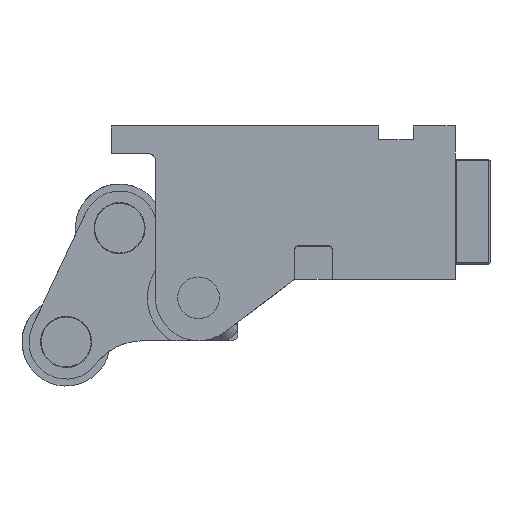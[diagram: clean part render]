
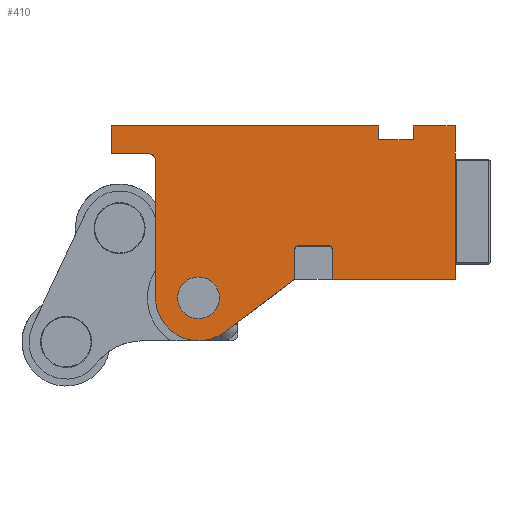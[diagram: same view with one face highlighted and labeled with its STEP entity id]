
A CAD part, front view. The second image highlights one B-rep face of the part: STEP entity #410.
In plain terms, the highlighted planar face has unit normal (0, -1, 0).
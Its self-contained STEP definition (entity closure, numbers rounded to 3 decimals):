
#101=CARTESIAN_POINT('Vertex',(24.181,-33.985,-95.848)) ;
#106=CARTESIAN_POINT('Line Origine',(17.681,-33.985,-95.848)) ;
#110=CARTESIAN_POINT('Vertex',(11.181,-33.985,-95.848)) ;
#233=CARTESIAN_POINT('Vertex',(25.681,-33.985,-97.348)) ;
#236=CARTESIAN_POINT('Axis2P3D Location',(24.181,-33.985,-97.348)) ;
#257=CARTESIAN_POINT('Axis2P3D Location',(-69.319,-33.985,-44.348)) ;
#262=CARTESIAN_POINT('Line Origine',(-50.319,-33.985,-88.848)) ;
#266=CARTESIAN_POINT('Vertex',(-50.319,-33.985,-118.348)) ;
#268=CARTESIAN_POINT('Vertex',(-50.319,-33.985,-59.348)) ;
#271=CARTESIAN_POINT('Axis2P3D Location',(-31.819,-33.985,-118.348)) ;
#275=CARTESIAN_POINT('Vertex',(-20.719,-33.985,-133.148)) ;
#278=CARTESIAN_POINT('Line Origine',(-5.519,-33.985,-121.748)) ;
#282=CARTESIAN_POINT('Vertex',(9.681,-33.985,-110.348)) ;
#285=CARTESIAN_POINT('Line Origine',(9.681,-33.985,-103.848)) ;
#289=CARTESIAN_POINT('Vertex',(9.681,-33.985,-97.348)) ;
#292=CARTESIAN_POINT('Axis2P3D Location',(11.181,-33.985,-97.348)) ;
#297=CARTESIAN_POINT('Line Origine',(25.681,-33.985,-103.848)) ;
#301=CARTESIAN_POINT('Vertex',(25.681,-33.985,-110.348)) ;
#304=CARTESIAN_POINT('Line Origine',(52.181,-33.985,-110.348)) ;
#308=CARTESIAN_POINT('Vertex',(78.681,-33.985,-110.348)) ;
#311=CARTESIAN_POINT('Line Origine',(78.681,-33.985,-77.348)) ;
#315=CARTESIAN_POINT('Vertex',(78.681,-33.985,-44.348)) ;
#318=CARTESIAN_POINT('Line Origine',(69.681,-33.985,-44.348)) ;
#322=CARTESIAN_POINT('Vertex',(60.681,-33.985,-44.348)) ;
#325=CARTESIAN_POINT('Line Origine',(60.681,-33.985,-47.348)) ;
#329=CARTESIAN_POINT('Vertex',(60.681,-33.985,-50.348)) ;
#332=CARTESIAN_POINT('Line Origine',(53.181,-33.985,-50.348)) ;
#336=CARTESIAN_POINT('Vertex',(45.681,-33.985,-50.348)) ;
#339=CARTESIAN_POINT('Line Origine',(45.681,-33.985,-47.348)) ;
#343=CARTESIAN_POINT('Vertex',(45.681,-33.985,-44.348)) ;
#346=CARTESIAN_POINT('Line Origine',(-11.819,-33.985,-44.348)) ;
#350=CARTESIAN_POINT('Vertex',(-69.319,-33.985,-44.348)) ;
#353=CARTESIAN_POINT('Line Origine',(-69.319,-33.985,-50.348)) ;
#357=CARTESIAN_POINT('Vertex',(-69.319,-33.985,-56.348)) ;
#360=CARTESIAN_POINT('Line Origine',(-61.319,-33.985,-56.348)) ;
#364=CARTESIAN_POINT('Vertex',(-53.319,-33.985,-56.348)) ;
#367=CARTESIAN_POINT('Axis2P3D Location',(-53.319,-33.985,-59.348)) ;
#392=CARTESIAN_POINT('Axis2P3D Location',(-31.819,-33.985,-118.348)) ;
#396=CARTESIAN_POINT('Vertex',(-39.717,-33.985,-114.033)) ;
#398=CARTESIAN_POINT('Vertex',(-23.921,-33.985,-122.663)) ;
#401=CARTESIAN_POINT('Axis2P3D Location',(-31.819,-33.985,-118.348)) ;
#107=DIRECTION('Vector Direction',(-1.,0.,0.)) ;
#237=DIRECTION('Axis2P3D Direction',(0.,1.,0.)) ;
#258=DIRECTION('Axis2P3D Direction',(0.,1.,0.)) ;
#259=DIRECTION('Axis2P3D XDirection',(1.,0.,0.)) ;
#263=DIRECTION('Vector Direction',(0.,0.,-1.)) ;
#272=DIRECTION('Axis2P3D Direction',(0.,1.,0.)) ;
#279=DIRECTION('Vector Direction',(-0.8,0.,-0.6)) ;
#286=DIRECTION('Vector Direction',(0.,0.,-1.)) ;
#293=DIRECTION('Axis2P3D Direction',(0.,1.,0.)) ;
#298=DIRECTION('Vector Direction',(0.,0.,1.)) ;
#305=DIRECTION('Vector Direction',(-1.,0.,0.)) ;
#312=DIRECTION('Vector Direction',(0.,0.,-1.)) ;
#319=DIRECTION('Vector Direction',(1.,0.,0.)) ;
#326=DIRECTION('Vector Direction',(0.,0.,-1.)) ;
#333=DIRECTION('Vector Direction',(1.,0.,0.)) ;
#340=DIRECTION('Vector Direction',(0.,0.,-1.)) ;
#347=DIRECTION('Vector Direction',(1.,0.,0.)) ;
#354=DIRECTION('Vector Direction',(0.,0.,-1.)) ;
#361=DIRECTION('Vector Direction',(1.,0.,0.)) ;
#368=DIRECTION('Axis2P3D Direction',(0.,1.,0.)) ;
#393=DIRECTION('Axis2P3D Direction',(0.,1.,0.)) ;
#402=DIRECTION('Axis2P3D Direction',(0.,1.,0.)) ;
#238=AXIS2_PLACEMENT_3D('Circle Axis2P3D',#236,#237,$) ;
#260=AXIS2_PLACEMENT_3D('Plane Axis2P3D',#257,#258,#259) ;
#273=AXIS2_PLACEMENT_3D('Circle Axis2P3D',#271,#272,$) ;
#294=AXIS2_PLACEMENT_3D('Circle Axis2P3D',#292,#293,$) ;
#369=AXIS2_PLACEMENT_3D('Circle Axis2P3D',#367,#368,$) ;
#394=AXIS2_PLACEMENT_3D('Circle Axis2P3D',#392,#393,$) ;
#403=AXIS2_PLACEMENT_3D('Circle Axis2P3D',#401,#402,$) ;
#373=ORIENTED_EDGE('',*,*,#270,.F.) ;
#374=ORIENTED_EDGE('',*,*,#277,.F.) ;
#375=ORIENTED_EDGE('',*,*,#284,.F.) ;
#376=ORIENTED_EDGE('',*,*,#291,.F.) ;
#377=ORIENTED_EDGE('',*,*,#296,.F.) ;
#378=ORIENTED_EDGE('',*,*,#112,.F.) ;
#379=ORIENTED_EDGE('',*,*,#240,.F.) ;
#380=ORIENTED_EDGE('',*,*,#303,.F.) ;
#381=ORIENTED_EDGE('',*,*,#310,.F.) ;
#382=ORIENTED_EDGE('',*,*,#317,.F.) ;
#383=ORIENTED_EDGE('',*,*,#324,.F.) ;
#384=ORIENTED_EDGE('',*,*,#331,.F.) ;
#385=ORIENTED_EDGE('',*,*,#338,.F.) ;
#386=ORIENTED_EDGE('',*,*,#345,.F.) ;
#387=ORIENTED_EDGE('',*,*,#352,.F.) ;
#388=ORIENTED_EDGE('',*,*,#359,.F.) ;
#389=ORIENTED_EDGE('',*,*,#366,.F.) ;
#390=ORIENTED_EDGE('',*,*,#371,.F.) ;
#407=ORIENTED_EDGE('',*,*,#400,.T.) ;
#408=ORIENTED_EDGE('',*,*,#405,.T.) ;
#409=FACE_BOUND('',#406,.T.) ;
#108=VECTOR('Line Direction',#107,1.) ;
#264=VECTOR('Line Direction',#263,1.) ;
#280=VECTOR('Line Direction',#279,1.) ;
#287=VECTOR('Line Direction',#286,1.) ;
#299=VECTOR('Line Direction',#298,1.) ;
#306=VECTOR('Line Direction',#305,1.) ;
#313=VECTOR('Line Direction',#312,1.) ;
#320=VECTOR('Line Direction',#319,1.) ;
#327=VECTOR('Line Direction',#326,1.) ;
#334=VECTOR('Line Direction',#333,1.) ;
#341=VECTOR('Line Direction',#340,1.) ;
#348=VECTOR('Line Direction',#347,1.) ;
#355=VECTOR('Line Direction',#354,1.) ;
#362=VECTOR('Line Direction',#361,1.) ;
#410=ADVANCED_FACE('CU_P-16-25_0.1\\PartBody',(#391,#409),#261,.F.) ;
#239=CIRCLE('generated circle',#238,1.5) ;
#274=CIRCLE('generated circle',#273,18.5) ;
#295=CIRCLE('generated circle',#294,1.5) ;
#370=CIRCLE('generated circle',#369,3.) ;
#395=CIRCLE('generated circle',#394,9.) ;
#404=CIRCLE('generated circle',#403,9.) ;
#112=EDGE_CURVE('',#102,#111,#109,.T.) ;
#240=EDGE_CURVE('',#234,#102,#239,.F.) ;
#270=EDGE_CURVE('',#267,#269,#265,.F.) ;
#277=EDGE_CURVE('',#276,#267,#274,.T.) ;
#284=EDGE_CURVE('',#283,#276,#281,.T.) ;
#291=EDGE_CURVE('',#290,#283,#288,.T.) ;
#296=EDGE_CURVE('',#111,#290,#295,.F.) ;
#303=EDGE_CURVE('',#302,#234,#300,.T.) ;
#310=EDGE_CURVE('',#309,#302,#307,.T.) ;
#317=EDGE_CURVE('',#316,#309,#314,.T.) ;
#324=EDGE_CURVE('',#323,#316,#321,.T.) ;
#331=EDGE_CURVE('',#330,#323,#328,.F.) ;
#338=EDGE_CURVE('',#337,#330,#335,.T.) ;
#345=EDGE_CURVE('',#344,#337,#342,.T.) ;
#352=EDGE_CURVE('',#351,#344,#349,.T.) ;
#359=EDGE_CURVE('',#358,#351,#356,.F.) ;
#366=EDGE_CURVE('',#365,#358,#363,.F.) ;
#371=EDGE_CURVE('',#269,#365,#370,.F.) ;
#400=EDGE_CURVE('',#397,#399,#395,.T.) ;
#405=EDGE_CURVE('',#399,#397,#404,.T.) ;
#372=EDGE_LOOP('',(#373,#374,#375,#376,#377,#378,#379,#380,#381,#382,#383,#384,#385,#386,#387,#388,#389,#390)) ;
#406=EDGE_LOOP('',(#407,#408)) ;
#391=FACE_OUTER_BOUND('',#372,.T.) ;
#109=LINE('Line',#106,#108) ;
#265=LINE('Line',#262,#264) ;
#281=LINE('Line',#278,#280) ;
#288=LINE('Line',#285,#287) ;
#300=LINE('Line',#297,#299) ;
#307=LINE('Line',#304,#306) ;
#314=LINE('Line',#311,#313) ;
#321=LINE('Line',#318,#320) ;
#328=LINE('Line',#325,#327) ;
#335=LINE('Line',#332,#334) ;
#342=LINE('Line',#339,#341) ;
#349=LINE('Line',#346,#348) ;
#356=LINE('Line',#353,#355) ;
#363=LINE('Line',#360,#362) ;
#261=PLANE('Plane',#260) ;
#102=VERTEX_POINT('',#101) ;
#111=VERTEX_POINT('',#110) ;
#234=VERTEX_POINT('',#233) ;
#267=VERTEX_POINT('',#266) ;
#269=VERTEX_POINT('',#268) ;
#276=VERTEX_POINT('',#275) ;
#283=VERTEX_POINT('',#282) ;
#290=VERTEX_POINT('',#289) ;
#302=VERTEX_POINT('',#301) ;
#309=VERTEX_POINT('',#308) ;
#316=VERTEX_POINT('',#315) ;
#323=VERTEX_POINT('',#322) ;
#330=VERTEX_POINT('',#329) ;
#337=VERTEX_POINT('',#336) ;
#344=VERTEX_POINT('',#343) ;
#351=VERTEX_POINT('',#350) ;
#358=VERTEX_POINT('',#357) ;
#365=VERTEX_POINT('',#364) ;
#397=VERTEX_POINT('',#396) ;
#399=VERTEX_POINT('',#398) ;
